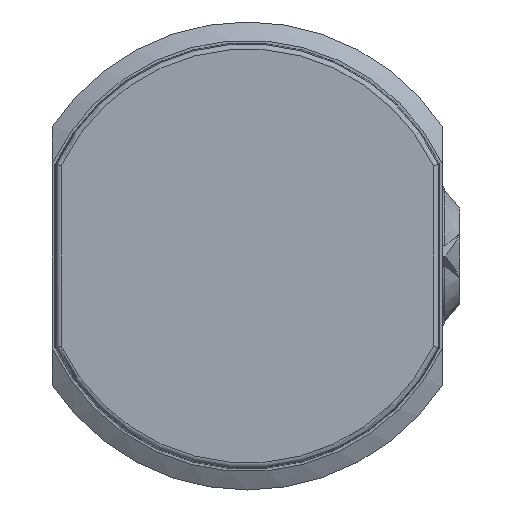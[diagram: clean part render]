
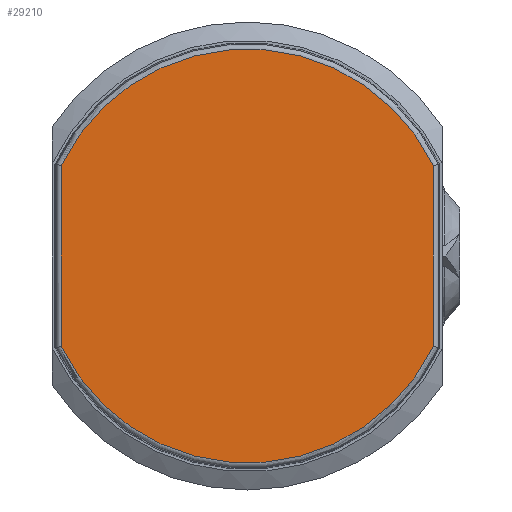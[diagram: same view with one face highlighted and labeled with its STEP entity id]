
A CAD part, left-side view. The second image highlights one B-rep face of the part: STEP entity #29210.
In plain terms, the highlighted planar face has unit normal (-1, 0, 0).
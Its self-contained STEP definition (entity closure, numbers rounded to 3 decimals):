
#26360=CARTESIAN_POINT('',(-33.,7.158,-3.477));
#26370=VERTEX_POINT('',#26360);
#27030=CARTESIAN_POINT('',(-33.,7.158,3.477));
#27040=VERTEX_POINT('',#27030);
#27070=CARTESIAN_POINT('',(-33.,7.158,-8.125));
#27080=DIRECTION('',(0.,0.,-1.));
#27090=VECTOR('',#27080,1.);
#27100=LINE('',#27070,#27090);
#27110=EDGE_CURVE('',#27040,#26370,#27100,.T.);
#27780=CARTESIAN_POINT('',(-33.,-7.158,-3.477));
#27790=VERTEX_POINT('',#27780);
#27900=CARTESIAN_POINT('',(-33.,0.,0.));
#27910=DIRECTION('',(1.,0.,0.));
#27920=DIRECTION('',(0.,1.,0.));
#27930=AXIS2_PLACEMENT_3D('',#27900,#27910,#27920);
#27940=CIRCLE('',#27930,7.958);
#27950=EDGE_CURVE('',#27790,#26370,#27940,.T.);
#28570=CARTESIAN_POINT('',(-33.,-7.158,3.477));
#28580=VERTEX_POINT('',#28570);
#28680=CARTESIAN_POINT('',(-33.,-7.158,-8.125));
#28690=DIRECTION('',(0.,0.,1.));
#28700=VECTOR('',#28690,1.);
#28710=LINE('',#28680,#28700);
#28720=EDGE_CURVE('',#27790,#28580,#28710,.T.);
#28930=CARTESIAN_POINT('',(-33.,0.,0.));
#28940=DIRECTION('',(1.,0.,0.));
#28950=DIRECTION('',(0.,1.,0.));
#28960=AXIS2_PLACEMENT_3D('',#28930,#28940,#28950);
#28970=CIRCLE('',#28960,7.958);
#28980=EDGE_CURVE('',#27040,#28580,#28970,.T.);
#29100=CARTESIAN_POINT('',(-33.,0.,-8.125));
#29110=DIRECTION('',(-1.,0.,0.));
#29120=DIRECTION('',(0.,-1.,0.));
#29130=AXIS2_PLACEMENT_3D('',#29100,#29110,#29120);
#29140=PLANE('',#29130);
#29150=ORIENTED_EDGE('',*,*,#28980,.F.);
#29160=ORIENTED_EDGE('',*,*,#28720,.T.);
#29170=ORIENTED_EDGE('',*,*,#27950,.F.);
#29180=ORIENTED_EDGE('',*,*,#27110,.T.);
#29190=EDGE_LOOP('',(#29180,#29170,#29160,#29150));
#29200=FACE_OUTER_BOUND('',#29190,.T.);
#29210=ADVANCED_FACE('',(#29200),#29140,.T.);
